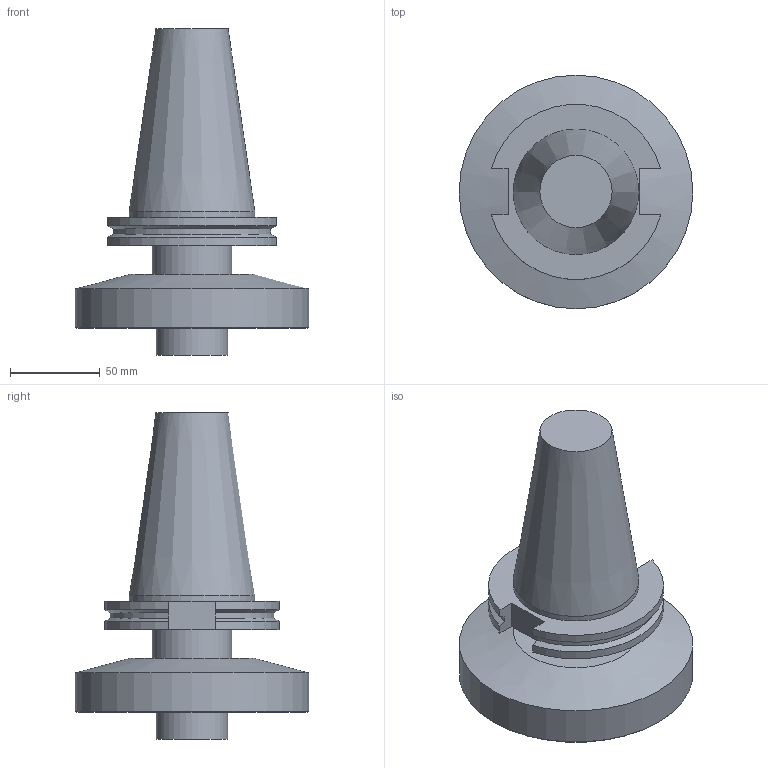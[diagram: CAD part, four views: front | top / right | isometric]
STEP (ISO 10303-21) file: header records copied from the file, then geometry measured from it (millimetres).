
FILE_DESCRIPTION(/* description */ (''),/* implementation_level */ '2;1');
FILE_NAME(/* name */ 'E2504731200.stp',/* time_stamp */ '2017-10-23T16:42:01+05:00',/* author */ (''),/* organization */ (''),/* preprocessor_version */ 'ST-DEVELOPER v16',/* originating_system */ 'SIEMENS PLM Software NX 11.0',/* authorisation */ '');
FILE_SCHEMA (('AUTOMOTIVE_DESIGN { 1 0 10303 214 3 1 1 1 }'));
Length unit declared in the file: millimetre
Products named in the file (1): E2504731200
Bounding box: 130 x 130 x 181.75 mm (x, y, z)
Volume: 765156 mm3; surface area: 80247.8 mm2
Topology: 2 solids, 2 shells, 31 faces, 70 edges, 47 vertices
Faces by surface type: plane 14, cylinder 10, cone 7
Full cylindrical faces by diameter (mm): 40 x1, 44.325 x1, 69.85 x1, 130 x1
Entity records: 899 total; most frequent: CARTESIAN_POINT 175, DIRECTION 146, ORIENTED_EDGE 120, EDGE_CURVE 60, AXIS2_PLACEMENT_3D 59, VERTEX_POINT 44, EDGE_LOOP 42, ADVANCED_FACE 31
